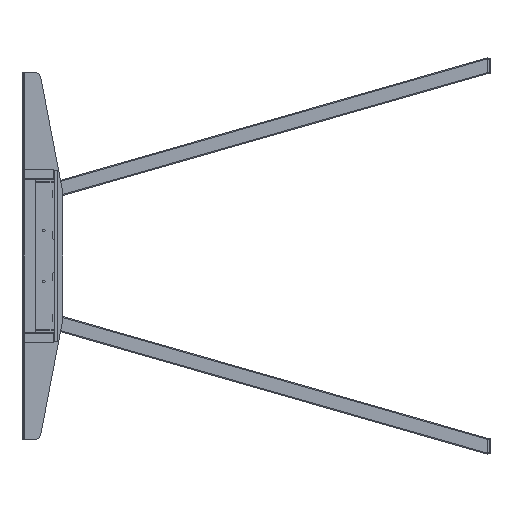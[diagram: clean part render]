
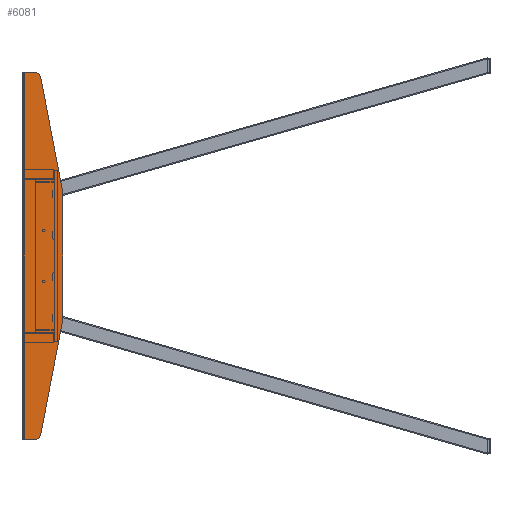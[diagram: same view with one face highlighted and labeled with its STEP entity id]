
A CAD part, left-side view. The second image highlights one B-rep face of the part: STEP entity #6081.
In plain terms, the highlighted planar face has unit normal (-1, 0, 0).
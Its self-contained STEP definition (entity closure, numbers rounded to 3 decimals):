
#420 = EDGE_CURVE ( 'NONE', #4537, #11828, #12966, .T. ) ;
#450 = DIRECTION ( 'NONE',  ( 0., 0., -1. ) ) ;
#751 = EDGE_CURVE ( 'NONE', #2959, #3924, #16191, .T. ) ;
#989 = CARTESIAN_POINT ( 'NONE',  ( -1050., 839.331, 122.154 ) ) ;
#1625 = CARTESIAN_POINT ( 'NONE',  ( -1050., 915.331, -360. ) ) ;
#1729 = ORIENTED_EDGE ( 'NONE', *, *, #13998, .T. ) ;
#1786 = DIRECTION ( 'NONE',  ( 0., 0., 1. ) ) ;
#1909 = DIRECTION ( 'NONE',  ( 0., -1., 0. ) ) ;
#2095 = VECTOR ( 'NONE', #1909, 1000. ) ;
#2368 = ORIENTED_EDGE ( 'NONE', *, *, #5013, .T. ) ;
#2394 = LINE ( 'NONE', #3418, #12791 ) ;
#2449 = CARTESIAN_POINT ( 'NONE',  ( -1050., 869.331, 122.154 ) ) ;
#2685 = DIRECTION ( 'NONE',  ( 0., 0., 1. ) ) ;
#2770 = CARTESIAN_POINT ( 'NONE',  ( -1050., 892.598, -350. ) ) ;
#2772 = VERTEX_POINT ( 'NONE', #20283 ) ;
#2932 = CARTESIAN_POINT ( 'NONE',  ( -1050., 839.331, 125. ) ) ;
#2959 = VERTEX_POINT ( 'NONE', #14379 ) ;
#3312 = VERTEX_POINT ( 'NONE', #7477 ) ;
#3418 = CARTESIAN_POINT ( 'NONE',  ( -1050., 884.331, -360. ) ) ;
#3628 = AXIS2_PLACEMENT_3D ( 'NONE', #2449, #16746, #7339 ) ;
#3629 = AXIS2_PLACEMENT_3D ( 'NONE', #15270, #19919, #2685 ) ;
#3924 = VERTEX_POINT ( 'NONE', #11419 ) ;
#3952 = VECTOR ( 'NONE', #4970, 1000. ) ;
#4005 = ORIENTED_EDGE ( 'NONE', *, *, #16469, .F. ) ;
#4537 = VERTEX_POINT ( 'NONE', #16601 ) ;
#4970 = DIRECTION ( 'NONE',  ( 0., 1., 0. ) ) ;
#5013 = EDGE_CURVE ( 'NONE', #9247, #11828, #16317, .T. ) ;
#5177 = LINE ( 'NONE', #7637, #3952 ) ;
#5261 = EDGE_CURVE ( 'NONE', #2959, #18311, #5177, .T. ) ;
#5479 = EDGE_CURVE ( 'NONE', #2772, #9704, #18765, .T. ) ;
#5654 = CARTESIAN_POINT ( 'NONE',  ( -1050., 839.331, -122.154 ) ) ;
#6081 = ADVANCED_FACE ( 'NONE', ( #16995 ), #10912, .T. ) ;
#6708 = EDGE_CURVE ( 'NONE', #2772, #3924, #2394, .T. ) ;
#6822 = AXIS2_PLACEMENT_3D ( 'NONE', #17897, #6925, #8330 ) ;
#6925 = DIRECTION ( 'NONE',  ( -1., 0., 0. ) ) ;
#6974 = VECTOR ( 'NONE', #15272, 1000. ) ;
#7310 = LINE ( 'NONE', #11335, #10032 ) ;
#7339 = DIRECTION ( 'NONE',  ( 0., 0., 1. ) ) ;
#7477 = CARTESIAN_POINT ( 'NONE',  ( -1050., 839.867, 127.796 ) ) ;
#7610 = ORIENTED_EDGE ( 'NONE', *, *, #420, .F. ) ;
#7637 = CARTESIAN_POINT ( 'NONE',  ( -1050., 919.331, -360. ) ) ;
#7765 = LINE ( 'NONE', #2932, #11699 ) ;
#8243 = DIRECTION ( 'NONE',  ( -1., 0., 0. ) ) ;
#8330 = DIRECTION ( 'NONE',  ( 0., 0., 1. ) ) ;
#8997 = EDGE_CURVE ( 'NONE', #9247, #3312, #7765, .T. ) ;
#9247 = VERTEX_POINT ( 'NONE', #16864 ) ;
#9562 = AXIS2_PLACEMENT_3D ( 'NONE', #2770, #16785, #13812 ) ;
#9575 = ORIENTED_EDGE ( 'NONE', *, *, #6708, .F. ) ;
#9704 = VERTEX_POINT ( 'NONE', #5654 ) ;
#9889 = DIRECTION ( 'NONE',  ( 0., 0.188, -0.982 ) ) ;
#10032 = VECTOR ( 'NONE', #450, 1000. ) ;
#10912 = PLANE ( 'NONE',  #16576 ) ;
#11335 = CARTESIAN_POINT ( 'NONE',  ( -1050., 839.331, -125. ) ) ;
#11419 = CARTESIAN_POINT ( 'NONE',  ( -1050., 882.777, -351.881 ) ) ;
#11618 = CIRCLE ( 'NONE', #3628, 30. ) ;
#11699 = VECTOR ( 'NONE', #12539, 1000. ) ;
#11828 = VERTEX_POINT ( 'NONE', #18295 ) ;
#12539 = DIRECTION ( 'NONE',  ( 0., -0.188, -0.982 ) ) ;
#12677 = ORIENTED_EDGE ( 'NONE', *, *, #5261, .F. ) ;
#12791 = VECTOR ( 'NONE', #9889, 1000. ) ;
#12966 = LINE ( 'NONE', #15849, #2095 ) ;
#13812 = DIRECTION ( 'NONE',  ( 0., 0., 1. ) ) ;
#13998 = EDGE_CURVE ( 'NONE', #18779, #3312, #11618, .T. ) ;
#14379 = CARTESIAN_POINT ( 'NONE',  ( -1050., 892.598, -360. ) ) ;
#15041 = EDGE_LOOP ( 'NONE', ( #9575, #15853, #4005, #1729, #18365, #2368, #7610, #15786, #12677, #17736 ) ) ;
#15270 = CARTESIAN_POINT ( 'NONE',  ( -1050., 892.598, 350. ) ) ;
#15272 = DIRECTION ( 'NONE',  ( 0., 0., -1. ) ) ;
#15786 = ORIENTED_EDGE ( 'NONE', *, *, #20030, .T. ) ;
#15849 = CARTESIAN_POINT ( 'NONE',  ( -1050., 884.331, 360. ) ) ;
#15853 = ORIENTED_EDGE ( 'NONE', *, *, #5479, .T. ) ;
#15950 = CARTESIAN_POINT ( 'NONE',  ( -1050., 919.331, 360. ) ) ;
#16191 = CIRCLE ( 'NONE', #9562, 10. ) ;
#16317 = CIRCLE ( 'NONE', #3629, 10. ) ;
#16469 = EDGE_CURVE ( 'NONE', #18779, #9704, #7310, .T. ) ;
#16576 = AXIS2_PLACEMENT_3D ( 'NONE', #15950, #8243, #1786 ) ;
#16601 = CARTESIAN_POINT ( 'NONE',  ( -1050., 915.331, 360. ) ) ;
#16746 = DIRECTION ( 'NONE',  ( -1., 0., 0. ) ) ;
#16785 = DIRECTION ( 'NONE',  ( -1., 0., 0. ) ) ;
#16864 = CARTESIAN_POINT ( 'NONE',  ( -1050., 882.777, 351.881 ) ) ;
#16995 = FACE_OUTER_BOUND ( 'NONE', #15041, .T. ) ;
#17736 = ORIENTED_EDGE ( 'NONE', *, *, #751, .T. ) ;
#17897 = CARTESIAN_POINT ( 'NONE',  ( -1050., 869.331, -122.154 ) ) ;
#18071 = LINE ( 'NONE', #18600, #6974 ) ;
#18295 = CARTESIAN_POINT ( 'NONE',  ( -1050., 892.598, 360. ) ) ;
#18311 = VERTEX_POINT ( 'NONE', #1625 ) ;
#18365 = ORIENTED_EDGE ( 'NONE', *, *, #8997, .F. ) ;
#18600 = CARTESIAN_POINT ( 'NONE',  ( -1050., 915.331, 360. ) ) ;
#18765 = CIRCLE ( 'NONE', #6822, 30. ) ;
#18779 = VERTEX_POINT ( 'NONE', #989 ) ;
#19919 = DIRECTION ( 'NONE',  ( -1., 0., 0. ) ) ;
#20030 = EDGE_CURVE ( 'NONE', #4537, #18311, #18071, .T. ) ;
#20283 = CARTESIAN_POINT ( 'NONE',  ( -1050., 839.867, -127.796 ) ) ;
